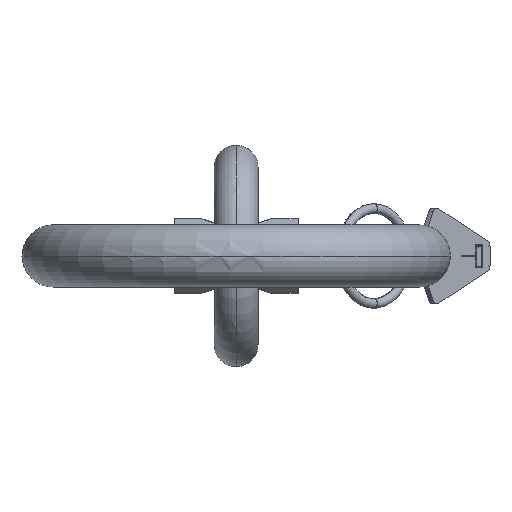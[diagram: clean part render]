
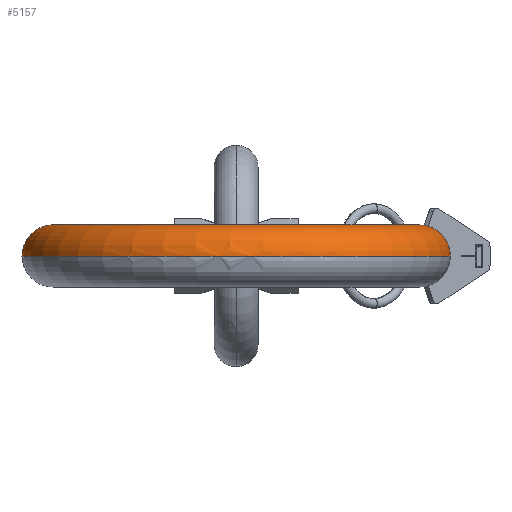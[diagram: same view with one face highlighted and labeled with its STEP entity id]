
A CAD part, left-side view. The second image highlights one B-rep face of the part: STEP entity #5157.
In plain terms, the highlighted toroidal (fillet/blend) face has major radius 150.5 mm and minor radius 25.5 mm.
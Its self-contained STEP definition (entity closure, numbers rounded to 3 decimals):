
#122=CARTESIAN_POINT('',(125.,-150.5,0.));
#123=DIRECTION('',(-1.,0.,0.));
#124=DIRECTION('',(0.,-1.,0.));
#125=AXIS2_PLACEMENT_3D('',#122,#123,#124);
#127=CARTESIAN_POINT('',(125.,-176.,0.));
#128=CARTESIAN_POINT('',(121.523,-176.,0.));
#129=CARTESIAN_POINT('',(114.568,-175.794,0.));
#130=CARTESIAN_POINT('',(104.172,-174.867,0.));
#131=CARTESIAN_POINT('',(93.849,-173.326,0.));
#132=CARTESIAN_POINT('',(83.636,-171.176,0.));
#133=CARTESIAN_POINT('',(73.568,-168.425,0.));
#134=CARTESIAN_POINT('',(63.681,-165.083,0.));
#135=CARTESIAN_POINT('',(54.009,-161.16,0.));
#136=CARTESIAN_POINT('',(44.586,-156.671,0.));
#137=CARTESIAN_POINT('',(35.446,-151.632,0.));
#138=CARTESIAN_POINT('',(26.621,-146.061,0.));
#139=CARTESIAN_POINT('',(18.141,-139.976,0.));
#140=CARTESIAN_POINT('',(10.036,-133.4,0.));
#141=CARTESIAN_POINT('',(2.335,-126.355,0.));
#142=CARTESIAN_POINT('',(-4.935,-118.867,0.));
#143=CARTESIAN_POINT('',(-11.748,-110.96,0.));
#144=CARTESIAN_POINT('',(-18.081,-102.664,0.));
#145=CARTESIAN_POINT('',(-23.912,-94.008,0.));
#146=CARTESIAN_POINT('',(-29.22,-85.021,0.));
#147=CARTESIAN_POINT('',(-33.985,-75.736,0.));
#148=CARTESIAN_POINT('',(-38.193,-66.184,0.));
#149=CARTESIAN_POINT('',(-41.827,-56.401,0.));
#150=CARTESIAN_POINT('',(-44.875,-46.419,0.));
#151=CARTESIAN_POINT('',(-47.327,-36.273,0.));
#152=CARTESIAN_POINT('',(-49.173,-26.001,0.));
#153=CARTESIAN_POINT('',(-50.407,-15.637,0.));
#154=CARTESIAN_POINT('',(-51.026,-5.219,0.));
#155=CARTESIAN_POINT('',(-51.026,5.219,0.));
#156=CARTESIAN_POINT('',(-50.407,15.637,0.));
#157=CARTESIAN_POINT('',(-49.173,26.001,0.));
#158=CARTESIAN_POINT('',(-47.327,36.273,0.));
#159=CARTESIAN_POINT('',(-44.875,46.419,0.));
#160=CARTESIAN_POINT('',(-41.827,56.401,0.));
#161=CARTESIAN_POINT('',(-38.193,66.184,0.));
#162=CARTESIAN_POINT('',(-33.985,75.736,0.));
#163=CARTESIAN_POINT('',(-29.22,85.021,0.));
#164=CARTESIAN_POINT('',(-23.912,94.008,0.));
#165=CARTESIAN_POINT('',(-18.081,102.664,0.));
#166=CARTESIAN_POINT('',(-11.748,110.96,0.));
#167=CARTESIAN_POINT('',(-4.935,118.867,0.));
#168=CARTESIAN_POINT('',(2.335,126.355,0.));
#169=CARTESIAN_POINT('',(10.036,133.4,0.));
#170=CARTESIAN_POINT('',(18.141,139.976,0.));
#171=CARTESIAN_POINT('',(26.621,146.061,0.));
#172=CARTESIAN_POINT('',(35.446,151.632,0.));
#173=CARTESIAN_POINT('',(44.586,156.671,0.));
#174=CARTESIAN_POINT('',(54.009,161.16,0.));
#175=CARTESIAN_POINT('',(63.681,165.083,0.));
#176=CARTESIAN_POINT('',(73.568,168.425,0.));
#177=CARTESIAN_POINT('',(83.636,171.176,0.));
#178=CARTESIAN_POINT('',(93.849,173.326,0.));
#179=CARTESIAN_POINT('',(104.172,174.867,0.));
#180=CARTESIAN_POINT('',(114.568,175.794,0.));
#181=CARTESIAN_POINT('',(121.523,176.,0.));
#182=CARTESIAN_POINT('',(125.,176.,0.));
#184=CARTESIAN_POINT('',(125.,150.5,0.));
#185=DIRECTION('',(1.,0.,0.));
#186=DIRECTION('',(0.,1.,0.));
#187=AXIS2_PLACEMENT_3D('',#184,#185,#186);
#3645=CARTESIAN_POINT('',(125.,-125.,0.));
#3646=CARTESIAN_POINT('',(122.273,-125.,0.));
#3647=CARTESIAN_POINT('',(116.819,-124.821,0.));
#3648=CARTESIAN_POINT('',(108.673,-124.019,0.));
#3649=CARTESIAN_POINT('',(100.596,-122.686,0.));
#3650=CARTESIAN_POINT('',(92.625,-120.827,0.));
#3651=CARTESIAN_POINT('',(84.791,-118.451,0.));
#3652=CARTESIAN_POINT('',(77.13,-115.567,0.));
#3653=CARTESIAN_POINT('',(69.674,-112.189,0.));
#3654=CARTESIAN_POINT('',(62.455,-108.33,0.));
#3655=CARTESIAN_POINT('',(55.504,-104.008,0.));
#3656=CARTESIAN_POINT('',(48.85,-99.24,0.));
#3657=CARTESIAN_POINT('',(42.523,-94.047,0.));
#3658=CARTESIAN_POINT('',(36.549,-88.451,0.));
#3659=CARTESIAN_POINT('',(30.953,-82.477,0.));
#3660=CARTESIAN_POINT('',(25.76,-76.15,0.));
#3661=CARTESIAN_POINT('',(20.992,-69.496,0.));
#3662=CARTESIAN_POINT('',(16.67,-62.545,0.));
#3663=CARTESIAN_POINT('',(12.811,-55.326,0.));
#3664=CARTESIAN_POINT('',(9.433,-47.87,0.));
#3665=CARTESIAN_POINT('',(6.549,-40.209,0.));
#3666=CARTESIAN_POINT('',(4.173,-32.375,0.));
#3667=CARTESIAN_POINT('',(2.314,-24.404,0.));
#3668=CARTESIAN_POINT('',(0.981,-16.327,0.));
#3669=CARTESIAN_POINT('',(0.179,-8.181,0.));
#3670=CARTESIAN_POINT('',(-0.089,0.,0.));
#3671=CARTESIAN_POINT('',(0.179,8.181,0.));
#3672=CARTESIAN_POINT('',(0.981,16.327,0.));
#3673=CARTESIAN_POINT('',(2.314,24.404,0.));
#3674=CARTESIAN_POINT('',(4.173,32.375,0.));
#3675=CARTESIAN_POINT('',(6.549,40.209,0.));
#3676=CARTESIAN_POINT('',(9.433,47.87,0.));
#3677=CARTESIAN_POINT('',(12.811,55.326,0.));
#3678=CARTESIAN_POINT('',(16.67,62.545,0.));
#3679=CARTESIAN_POINT('',(20.992,69.496,0.));
#3680=CARTESIAN_POINT('',(25.76,76.15,0.));
#3681=CARTESIAN_POINT('',(30.953,82.477,0.));
#3682=CARTESIAN_POINT('',(36.549,88.451,0.));
#3683=CARTESIAN_POINT('',(42.523,94.047,0.));
#3684=CARTESIAN_POINT('',(48.85,99.24,0.));
#3685=CARTESIAN_POINT('',(55.504,104.008,0.));
#3686=CARTESIAN_POINT('',(62.455,108.33,0.));
#3687=CARTESIAN_POINT('',(69.674,112.189,0.));
#3688=CARTESIAN_POINT('',(77.13,115.567,0.));
#3689=CARTESIAN_POINT('',(84.791,118.451,0.));
#3690=CARTESIAN_POINT('',(92.625,120.827,0.));
#3691=CARTESIAN_POINT('',(100.596,122.686,0.));
#3692=CARTESIAN_POINT('',(108.673,124.019,0.));
#3693=CARTESIAN_POINT('',(116.819,124.821,0.));
#3694=CARTESIAN_POINT('',(122.273,125.,0.));
#3695=CARTESIAN_POINT('',(125.,125.,0.));
#3711=CARTESIAN_POINT('',(125.,176.,0.));
#3712=CARTESIAN_POINT('',(125.,125.,0.));
#3713=VERTEX_POINT('',#3711);
#3714=VERTEX_POINT('',#3712);
#3723=CARTESIAN_POINT('',(125.,-176.,0.));
#3724=CARTESIAN_POINT('',(125.,-125.,0.));
#3725=VERTEX_POINT('',#3723);
#3726=VERTEX_POINT('',#3724);
#5143=CARTESIAN_POINT('',(125.,0.,0.));
#5144=DIRECTION('',(0.,0.,-1.));
#5145=DIRECTION('',(0.,1.,0.));
#5146=AXIS2_PLACEMENT_3D('',#5143,#5144,#5145);
#5147=TOROIDAL_SURFACE('',#5146,150.5,25.5);
#5149=ORIENTED_EDGE('',*,*,#5148,.F.);
#5151=ORIENTED_EDGE('',*,*,#5150,.T.);
#5152=ORIENTED_EDGE('',*,*,#4616,.T.);
#5154=ORIENTED_EDGE('',*,*,#5153,.F.);
#5155=EDGE_LOOP('',(#5149,#5151,#5152,#5154));
#5156=FACE_OUTER_BOUND('',#5155,.F.);
#5157=ADVANCED_FACE('',(#5156),#5147,.T.);
#126=CIRCLE('',#125,25.5);
#183=B_SPLINE_CURVE_WITH_KNOTS('',3,(#127,#128,#129,#130,#131,#132,#133,#134,
#135,#136,#137,#138,#139,#140,#141,#142,#143,#144,#145,#146,#147,#148,#149,#150,
#151,#152,#153,#154,#155,#156,#157,#158,#159,#160,#161,#162,#163,#164,#165,#166,
#167,#168,#169,#170,#171,#172,#173,#174,#175,#176,#177,#178,#179,#180,#181,
#182),.UNSPECIFIED.,.F.,.F.,(4,1,1,1,1,1,1,1,1,1,1,1,1,1,1,1,1,1,1,1,1,1,1,1,1,
1,1,1,1,1,1,1,1,1,1,1,1,1,1,1,1,1,1,1,1,1,1,1,1,1,1,1,1,4),(0.,
0.019,0.038,0.057,0.075,
0.094,0.113,0.132,0.151,
0.17,0.189,0.208,0.226,
0.245,0.264,0.283,0.302,
0.321,0.34,0.358,0.377,
0.396,0.415,0.434,0.453,
0.472,0.491,0.509,0.528,
0.547,0.566,0.585,0.604,
0.623,0.642,0.66,0.679,
0.698,0.717,0.736,0.755,
0.774,0.792,0.811,0.83,
0.849,0.868,0.887,0.906,
0.925,0.943,0.962,0.981,1.),
.UNSPECIFIED.);
#188=CIRCLE('',#187,25.5);
#3696=B_SPLINE_CURVE_WITH_KNOTS('',3,(#3645,#3646,#3647,#3648,#3649,#3650,#3651,
#3652,#3653,#3654,#3655,#3656,#3657,#3658,#3659,#3660,#3661,#3662,#3663,#3664,
#3665,#3666,#3667,#3668,#3669,#3670,#3671,#3672,#3673,#3674,#3675,#3676,#3677,
#3678,#3679,#3680,#3681,#3682,#3683,#3684,#3685,#3686,#3687,#3688,#3689,#3690,
#3691,#3692,#3693,#3694,#3695),.UNSPECIFIED.,.F.,.F.,(4,1,1,1,1,1,1,1,1,1,1,1,1,
1,1,1,1,1,1,1,1,1,1,1,1,1,1,1,1,1,1,1,1,1,1,1,1,1,1,1,1,1,1,1,1,1,1,1,4),(0.,
0.021,0.042,0.063,0.083,0.104,
0.125,0.146,0.167,0.188,0.208,
0.229,0.25,0.271,0.292,0.313,
0.333,0.354,0.375,0.396,0.417,
0.438,0.458,0.479,0.5,0.521,
0.542,0.563,0.583,0.604,0.625,
0.646,0.667,0.688,0.708,
0.729,0.75,0.771,0.792,0.813,
0.833,0.854,0.875,0.896,0.917,
0.938,0.958,0.979,1.),.UNSPECIFIED.);
#4616=EDGE_CURVE('',#3713,#3714,#188,.T.);
#5148=EDGE_CURVE('',#3725,#3726,#126,.T.);
#5150=EDGE_CURVE('',#3725,#3713,#183,.T.);
#5153=EDGE_CURVE('',#3726,#3714,#3696,.T.);
